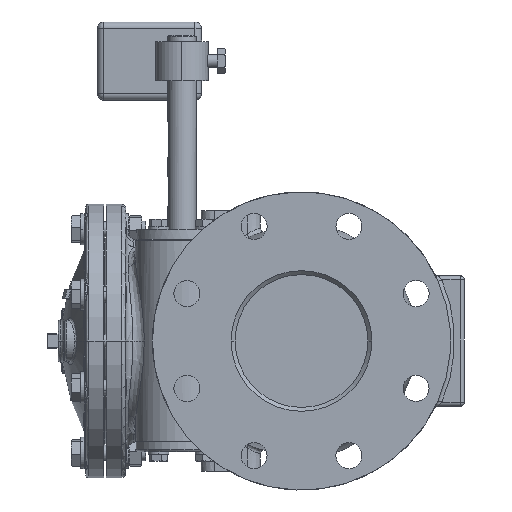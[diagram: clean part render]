
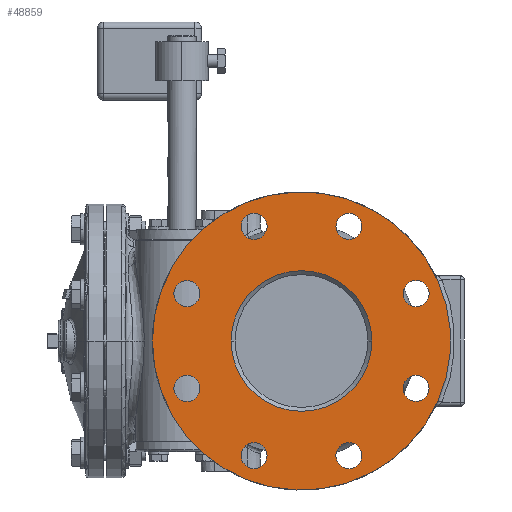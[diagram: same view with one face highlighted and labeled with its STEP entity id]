
A CAD part, left-side view. The second image highlights one B-rep face of the part: STEP entity #48859.
In plain terms, the highlighted planar face has unit normal (-1, 0, 0).
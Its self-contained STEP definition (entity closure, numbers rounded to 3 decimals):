
#17096=CARTESIAN_POINT('',(-5.748,0.,0.));
#17097=DIRECTION('',(-1.,0.,0.));
#17098=DIRECTION('',(0.,-0.917,0.4));
#17099=AXIS2_PLACEMENT_3D('',#17096,#17097,#17098);
#17114=CARTESIAN_POINT('',(-5.748,0.,0.));
#17115=DIRECTION('',(-1.,0.,0.));
#17116=DIRECTION('',(0.,-1.,0.));
#17117=AXIS2_PLACEMENT_3D('',#17114,#17115,#17116);
#17119=CARTESIAN_POINT('',(-5.748,0.,0.));
#17120=DIRECTION('',(-1.,0.,0.));
#17121=DIRECTION('',(0.,1.,0.));
#17122=AXIS2_PLACEMENT_3D('',#17119,#17120,#17121);
#17124=CARTESIAN_POINT('',(-5.748,-1.435,
3.465));
#17125=DIRECTION('',(1.,0.,0.));
#17126=DIRECTION('',(0.,1.,0.));
#17127=AXIS2_PLACEMENT_3D('',#17124,#17125,#17126);
#17129=CARTESIAN_POINT('',(-5.748,-1.435,
3.465));
#17130=DIRECTION('',(1.,0.,0.));
#17131=DIRECTION('',(0.,-1.,0.));
#17132=AXIS2_PLACEMENT_3D('',#17129,#17130,#17131);
#17134=CARTESIAN_POINT('',(-5.748,1.435,
3.465));
#17135=DIRECTION('',(1.,0.,0.));
#17136=DIRECTION('',(0.,0.707,-0.707));
#17137=AXIS2_PLACEMENT_3D('',#17134,#17135,#17136);
#17139=CARTESIAN_POINT('',(-5.748,1.435,
3.465));
#17140=DIRECTION('',(1.,0.,0.));
#17141=DIRECTION('',(0.,-0.707,0.707));
#17142=AXIS2_PLACEMENT_3D('',#17139,#17140,#17141);
#17144=CARTESIAN_POINT('',(-5.748,3.465,
1.435));
#17145=DIRECTION('',(1.,0.,0.));
#17146=DIRECTION('',(0.,0.,-1.));
#17147=AXIS2_PLACEMENT_3D('',#17144,#17145,#17146);
#17149=CARTESIAN_POINT('',(-5.748,3.465,
1.435));
#17150=DIRECTION('',(1.,0.,0.));
#17151=DIRECTION('',(0.,0.,1.));
#17152=AXIS2_PLACEMENT_3D('',#17149,#17150,#17151);
#17154=CARTESIAN_POINT('',(-5.748,3.465,
-1.435));
#17155=DIRECTION('',(1.,0.,0.));
#17156=DIRECTION('',(0.,-0.707,-0.707));
#17157=AXIS2_PLACEMENT_3D('',#17154,#17155,#17156);
#17159=CARTESIAN_POINT('',(-5.748,3.465,
-1.435));
#17160=DIRECTION('',(1.,0.,0.));
#17161=DIRECTION('',(0.,0.707,0.707));
#17162=AXIS2_PLACEMENT_3D('',#17159,#17160,#17161);
#17164=CARTESIAN_POINT('',(-5.748,1.435,
-3.465));
#17165=DIRECTION('',(1.,0.,0.));
#17166=DIRECTION('',(0.,-1.,0.));
#17167=AXIS2_PLACEMENT_3D('',#17164,#17165,#17166);
#17169=CARTESIAN_POINT('',(-5.748,1.435,
-3.465));
#17170=DIRECTION('',(1.,0.,0.));
#17171=DIRECTION('',(0.,1.,0.));
#17172=AXIS2_PLACEMENT_3D('',#17169,#17170,#17171);
#17174=CARTESIAN_POINT('',(-5.748,-1.435,
-3.465));
#17175=DIRECTION('',(1.,0.,0.));
#17176=DIRECTION('',(0.,-0.707,0.707));
#17177=AXIS2_PLACEMENT_3D('',#17174,#17175,#17176);
#17179=CARTESIAN_POINT('',(-5.748,-1.435,
-3.465));
#17180=DIRECTION('',(1.,0.,0.));
#17181=DIRECTION('',(0.,0.707,-0.707));
#17182=AXIS2_PLACEMENT_3D('',#17179,#17180,#17181);
#17184=CARTESIAN_POINT('',(-5.748,-3.465,
-1.435));
#17185=DIRECTION('',(1.,0.,0.));
#17186=DIRECTION('',(0.,0.,1.));
#17187=AXIS2_PLACEMENT_3D('',#17184,#17185,#17186);
#17189=CARTESIAN_POINT('',(-5.748,-3.465,
-1.435));
#17190=DIRECTION('',(1.,0.,0.));
#17191=DIRECTION('',(0.,0.,-1.));
#17192=AXIS2_PLACEMENT_3D('',#17189,#17190,#17191);
#17194=CARTESIAN_POINT('',(-5.748,-3.465,
1.435));
#17195=DIRECTION('',(1.,0.,0.));
#17196=DIRECTION('',(0.,0.707,0.707));
#17197=AXIS2_PLACEMENT_3D('',#17194,#17195,#17196);
#17199=CARTESIAN_POINT('',(-5.748,-3.465,
1.435));
#17200=DIRECTION('',(1.,0.,0.));
#17201=DIRECTION('',(0.,-0.707,-0.707));
#17202=AXIS2_PLACEMENT_3D('',#17199,#17200,#17201);
#17204=CARTESIAN_POINT('',(-5.748,0.,0.));
#17205=DIRECTION('',(-1.,0.,0.));
#17206=DIRECTION('',(0.,-0.917,-0.4));
#17207=AXIS2_PLACEMENT_3D('',#17204,#17205,#17206);
#24409=CARTESIAN_POINT('',(-5.748,-4.132,
1.803));
#24410=CARTESIAN_POINT('',(-5.748,-4.132,
-1.803));
#24411=VERTEX_POINT('',#24409);
#24412=VERTEX_POINT('',#24410);
#24478=CARTESIAN_POINT('',(-5.748,-2.126,0.));
#24479=CARTESIAN_POINT('',(-5.748,2.126,0.));
#24480=VERTEX_POINT('',#24478);
#24481=VERTEX_POINT('',#24479);
#24586=CARTESIAN_POINT('',(-5.748,-1.041,
3.465));
#24588=VERTEX_POINT('',#24586);
#24590=CARTESIAN_POINT('',(-5.748,-1.829,
3.465));
#24592=VERTEX_POINT('',#24590);
#24594=CARTESIAN_POINT('',(-5.748,1.713,
3.186));
#24596=VERTEX_POINT('',#24594);
#24598=CARTESIAN_POINT('',(-5.748,1.157,
3.743));
#24600=VERTEX_POINT('',#24598);
#24602=CARTESIAN_POINT('',(-5.748,3.465,
1.041));
#24604=VERTEX_POINT('',#24602);
#24606=CARTESIAN_POINT('',(-5.748,3.465,
1.829));
#24608=VERTEX_POINT('',#24606);
#24610=CARTESIAN_POINT('',(-5.748,3.186,
-1.713));
#24612=VERTEX_POINT('',#24610);
#24614=CARTESIAN_POINT('',(-5.748,3.743,
-1.157));
#24616=VERTEX_POINT('',#24614);
#24618=CARTESIAN_POINT('',(-5.748,1.041,
-3.465));
#24620=VERTEX_POINT('',#24618);
#24622=CARTESIAN_POINT('',(-5.748,1.829,
-3.465));
#24624=VERTEX_POINT('',#24622);
#24626=CARTESIAN_POINT('',(-5.748,-1.713,
-3.186));
#24628=VERTEX_POINT('',#24626);
#24630=CARTESIAN_POINT('',(-5.748,-1.157,
-3.743));
#24632=VERTEX_POINT('',#24630);
#24634=CARTESIAN_POINT('',(-5.748,-3.465,
-1.041));
#24636=VERTEX_POINT('',#24634);
#24638=CARTESIAN_POINT('',(-5.748,-3.465,
-1.829));
#24640=VERTEX_POINT('',#24638);
#24642=CARTESIAN_POINT('',(-5.748,-3.186,
1.713));
#24644=VERTEX_POINT('',#24642);
#24646=CARTESIAN_POINT('',(-5.748,-3.743,
1.157));
#24648=VERTEX_POINT('',#24646);
#48795=CARTESIAN_POINT('',(-5.748,0.,0.));
#48796=DIRECTION('',(1.,0.,0.));
#48797=DIRECTION('',(0.,-1.,0.));
#48798=AXIS2_PLACEMENT_3D('',#48795,#48796,#48797);
#48799=PLANE('',#48798);
#48800=ORIENTED_EDGE('',*,*,#48774,.F.);
#48802=ORIENTED_EDGE('',*,*,#48801,.F.);
#48803=EDGE_LOOP('',(#48800,#48802));
#48804=FACE_OUTER_BOUND('',#48803,.F.);
#48806=ORIENTED_EDGE('',*,*,#48805,.T.);
#48808=ORIENTED_EDGE('',*,*,#48807,.T.);
#48809=EDGE_LOOP('',(#48806,#48808));
#48810=FACE_BOUND('',#48809,.F.);
#48812=ORIENTED_EDGE('',*,*,#48811,.F.);
#48814=ORIENTED_EDGE('',*,*,#48813,.F.);
#48815=EDGE_LOOP('',(#48812,#48814));
#48816=FACE_BOUND('',#48815,.F.);
#48818=ORIENTED_EDGE('',*,*,#48817,.F.);
#48820=ORIENTED_EDGE('',*,*,#48819,.F.);
#48821=EDGE_LOOP('',(#48818,#48820));
#48822=FACE_BOUND('',#48821,.F.);
#48824=ORIENTED_EDGE('',*,*,#48823,.F.);
#48826=ORIENTED_EDGE('',*,*,#48825,.F.);
#48827=EDGE_LOOP('',(#48824,#48826));
#48828=FACE_BOUND('',#48827,.F.);
#48830=ORIENTED_EDGE('',*,*,#48829,.F.);
#48832=ORIENTED_EDGE('',*,*,#48831,.F.);
#48833=EDGE_LOOP('',(#48830,#48832));
#48834=FACE_BOUND('',#48833,.F.);
#48836=ORIENTED_EDGE('',*,*,#48835,.F.);
#48838=ORIENTED_EDGE('',*,*,#48837,.F.);
#48839=EDGE_LOOP('',(#48836,#48838));
#48840=FACE_BOUND('',#48839,.F.);
#48842=ORIENTED_EDGE('',*,*,#48841,.F.);
#48844=ORIENTED_EDGE('',*,*,#48843,.F.);
#48845=EDGE_LOOP('',(#48842,#48844));
#48846=FACE_BOUND('',#48845,.F.);
#48848=ORIENTED_EDGE('',*,*,#48847,.F.);
#48850=ORIENTED_EDGE('',*,*,#48849,.F.);
#48851=EDGE_LOOP('',(#48848,#48850));
#48852=FACE_BOUND('',#48851,.F.);
#48854=ORIENTED_EDGE('',*,*,#48853,.F.);
#48856=ORIENTED_EDGE('',*,*,#48855,.F.);
#48857=EDGE_LOOP('',(#48854,#48856));
#48858=FACE_BOUND('',#48857,.F.);
#17100=CIRCLE('',#17099,4.508);
#17118=CIRCLE('',#17117,2.126);
#17123=CIRCLE('',#17122,2.126);
#17128=CIRCLE('',#17127,0.394);
#17133=CIRCLE('',#17132,0.394);
#17138=CIRCLE('',#17137,0.394);
#17143=CIRCLE('',#17142,0.394);
#17148=CIRCLE('',#17147,0.394);
#17153=CIRCLE('',#17152,0.394);
#17158=CIRCLE('',#17157,0.394);
#17163=CIRCLE('',#17162,0.394);
#17168=CIRCLE('',#17167,0.394);
#17173=CIRCLE('',#17172,0.394);
#17178=CIRCLE('',#17177,0.394);
#17183=CIRCLE('',#17182,0.394);
#17188=CIRCLE('',#17187,0.394);
#17193=CIRCLE('',#17192,0.394);
#17198=CIRCLE('',#17197,0.394);
#17203=CIRCLE('',#17202,0.394);
#17208=CIRCLE('',#17207,4.508);
#48774=EDGE_CURVE('',#24411,#24412,#17100,.T.);
#48801=EDGE_CURVE('',#24412,#24411,#17208,.T.);
#48805=EDGE_CURVE('',#24480,#24481,#17118,.T.);
#48807=EDGE_CURVE('',#24481,#24480,#17123,.T.);
#48811=EDGE_CURVE('',#24588,#24592,#17128,.T.);
#48813=EDGE_CURVE('',#24592,#24588,#17133,.T.);
#48817=EDGE_CURVE('',#24596,#24600,#17138,.T.);
#48819=EDGE_CURVE('',#24600,#24596,#17143,.T.);
#48823=EDGE_CURVE('',#24604,#24608,#17148,.T.);
#48825=EDGE_CURVE('',#24608,#24604,#17153,.T.);
#48829=EDGE_CURVE('',#24612,#24616,#17158,.T.);
#48831=EDGE_CURVE('',#24616,#24612,#17163,.T.);
#48835=EDGE_CURVE('',#24620,#24624,#17168,.T.);
#48837=EDGE_CURVE('',#24624,#24620,#17173,.T.);
#48841=EDGE_CURVE('',#24628,#24632,#17178,.T.);
#48843=EDGE_CURVE('',#24632,#24628,#17183,.T.);
#48847=EDGE_CURVE('',#24636,#24640,#17188,.T.);
#48849=EDGE_CURVE('',#24640,#24636,#17193,.T.);
#48853=EDGE_CURVE('',#24644,#24648,#17198,.T.);
#48855=EDGE_CURVE('',#24648,#24644,#17203,.T.);
#48859=ADVANCED_FACE('',(#48804,#48810,#48816,#48822,#48828,#48834,#48840,
#48846,#48852,#48858),#48799,.F.);
